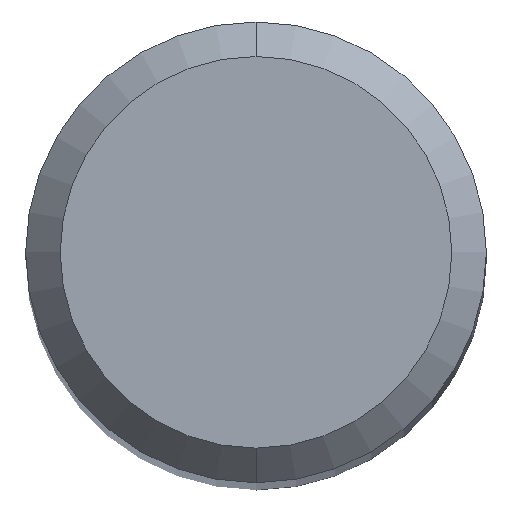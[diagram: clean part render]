
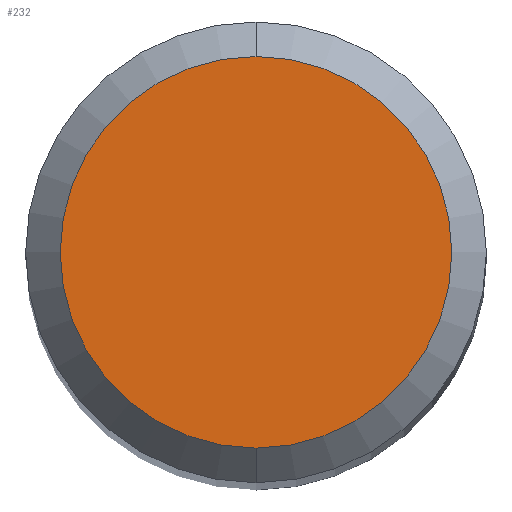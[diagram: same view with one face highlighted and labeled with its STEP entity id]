
A CAD part, top view. The second image highlights one B-rep face of the part: STEP entity #232.
In plain terms, the highlighted planar face has unit normal (0, 0, 1).
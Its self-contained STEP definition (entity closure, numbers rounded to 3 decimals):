
#226=EDGE_CURVE('',#326,#244,#565,.T.);
#232=ADVANCED_FACE('',(#571),#572,.T.);
#244=VERTEX_POINT('',#586);
#302=EDGE_CURVE('',#244,#326,#650,.T.);
#326=VERTEX_POINT('',#677);
#565=CIRCLE('',#962,1.7);
#571=FACE_OUTER_BOUND('',#997,.T.);
#572=PLANE('',#998);
#586=CARTESIAN_POINT('',(0.,-1.7,0.0));
#650=CIRCLE('',#1098,1.7);
#677=CARTESIAN_POINT('',(0.0,1.7,0.0));
#962=AXIS2_PLACEMENT_3D('',#1610,#1611,#1612);
#997=EDGE_LOOP('',(#1615,#1616));
#998=AXIS2_PLACEMENT_3D('',#1617,#1618,#1619);
#1098=AXIS2_PLACEMENT_3D('',#1705,#1706,#1707);
#1610=CARTESIAN_POINT('',(0.0,0.0,0.0));
#1611=DIRECTION('',(0.0,0.0,-1.0));
#1612=DIRECTION('',(0.0,1.0,0.0));
#1615=ORIENTED_EDGE('',*,*,#226,.F.);
#1616=ORIENTED_EDGE('',*,*,#302,.F.);
#1617=CARTESIAN_POINT('',(0.0,0.85,0.0));
#1618=DIRECTION('',(-0.0,0.0,1.0));
#1619=DIRECTION('',(0.0,-1.0,0.0));
#1705=CARTESIAN_POINT('',(0.0,0.0,0.0));
#1706=DIRECTION('',(0.0,0.0,-1.0));
#1707=DIRECTION('',(0.0,1.0,0.0));
